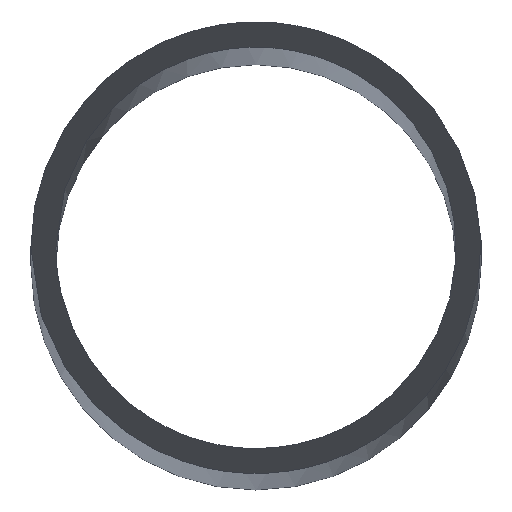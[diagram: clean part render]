
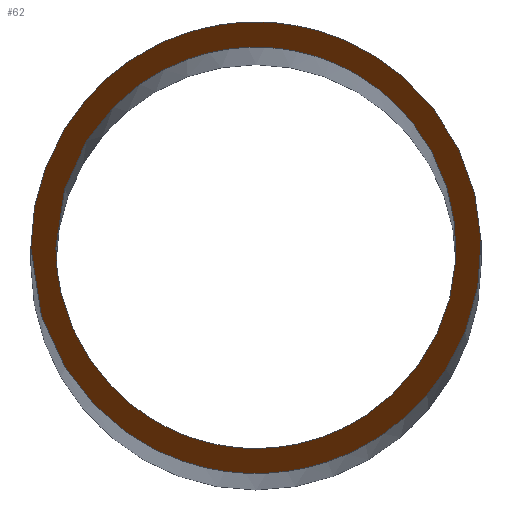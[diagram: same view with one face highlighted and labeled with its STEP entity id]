
A CAD part, top view. The second image highlights one B-rep face of the part: STEP entity #62.
In plain terms, the highlighted planar face has unit normal (0, -0.833, 0.553).
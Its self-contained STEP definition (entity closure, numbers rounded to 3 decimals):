
#21=ELLIPSE('',#92,16.278,9.);
#22=ELLIPSE('',#93,14.47,8.);
#24=FACE_BOUND('',#32,.T.);
#26=FACE_OUTER_BOUND('',#31,.T.);
#31=EDGE_LOOP('',(#49));
#32=EDGE_LOOP('',(#50));
#39=VERTEX_POINT('',#123);
#40=VERTEX_POINT('',#125);
#43=EDGE_CURVE('',#39,#39,#21,.T.);
#44=EDGE_CURVE('',#40,#40,#22,.T.);
#49=ORIENTED_EDGE('',*,*,#43,.T.);
#50=ORIENTED_EDGE('',*,*,#44,.T.);
#60=PLANE('',#91);
#62=ADVANCED_FACE('',(#26,#24),#60,.T.);
#91=AXIS2_PLACEMENT_3D('',#122,#104,#105);
#92=AXIS2_PLACEMENT_3D('',#124,#106,#107);
#93=AXIS2_PLACEMENT_3D('',#126,#108,#109);
#104=DIRECTION('center_axis',(0.,-0.833,0.553));
#105=DIRECTION('ref_axis',(1.,0.,0.));
#106=DIRECTION('center_axis',(0.,-0.833,0.553));
#107=DIRECTION('ref_axis',(0.,0.553,0.833));
#108=DIRECTION('center_axis',(0.,0.833,-0.553));
#109=DIRECTION('ref_axis',(0.,0.553,0.833));
#122=CARTESIAN_POINT('Origin',(0.,6.249,-4.146));
#123=CARTESIAN_POINT('',(-9.,0.,-13.564));
#124=CARTESIAN_POINT('Origin',(0.,0.,-13.564));
#125=CARTESIAN_POINT('',(-8.,0.,-13.564));
#126=CARTESIAN_POINT('Origin',(0.,0.,-13.564));
